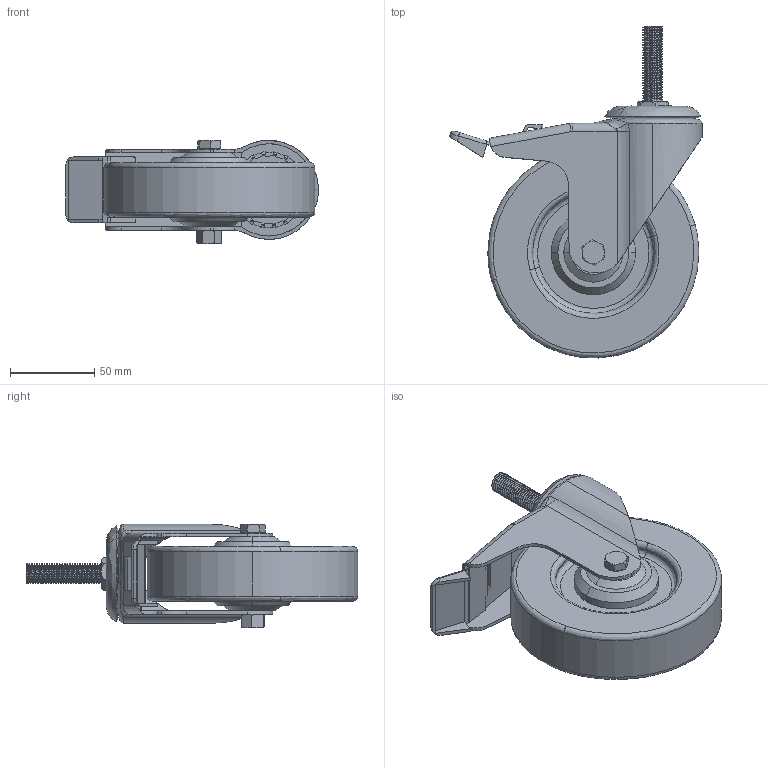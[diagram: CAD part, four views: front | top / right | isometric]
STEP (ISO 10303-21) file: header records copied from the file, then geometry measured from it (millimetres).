
FILE_DESCRIPTION (( 'STEP AP203' ), '1' );
FILE_NAME ('AL-SCtb55 Ðîëèê 125 ìì ïîâîðîò. Ì12 ñ òîðìîçîì ÷åðíûé ðîëèêîïîäøèïíèê.STEP', '2024-11-06T13:12:49', ( '' ), ( '' ), 'SwSTEP 2.0', 'SolidWorks 2021', '' );
FILE_SCHEMA (( 'CONFIG_CONTROL_DESIGN' ));
Length unit declared in the file: millimetre
Products named in the file (1): AL-SCtb55 Ðîëèê 125 ìì ïîâîðîò. Ì12 ñ òîðìîçîì ÷åðíûé ðîëèêîïîäøèïíèê
Bounding box: 149.8 x 196.7 x 61.25 mm (x, y, z)
Volume: 411618.2 mm3; surface area: 106735.4 mm2
Topology: 10 solids, 10 shells, 471 faces, 1255 edges, 813 vertices
Faces by surface type: plane 184, cylinder 139, cone 106, bspline 42
Entity records: 22298 total; most frequent: CARTESIAN_POINT 11206, ORIENTED_EDGE 2506, DIRECTION 2098, EDGE_CURVE 1253, VERTEX_POINT 813, AXIS2_PLACEMENT_3D 795, VECTOR 508, LINE 508
